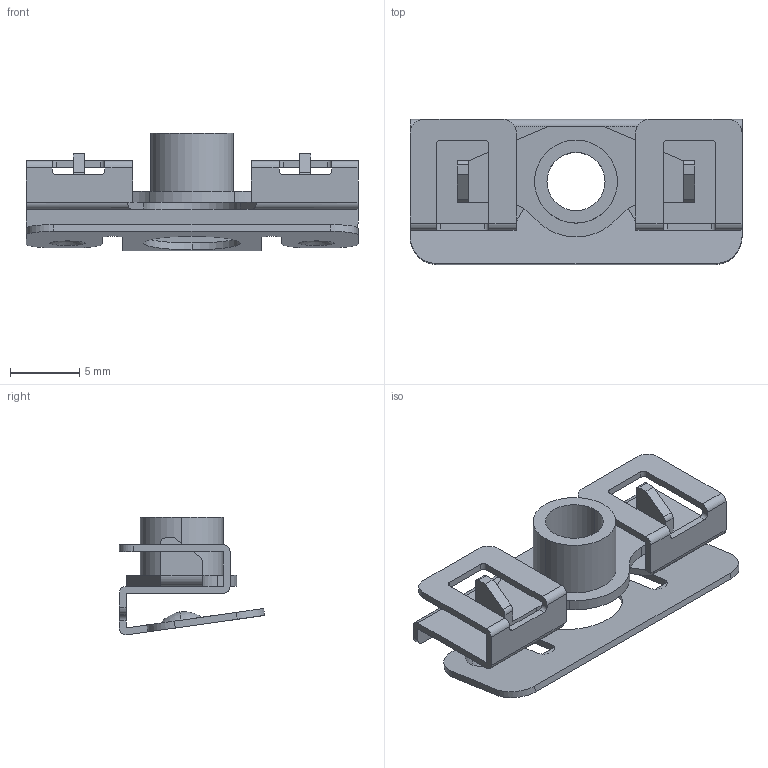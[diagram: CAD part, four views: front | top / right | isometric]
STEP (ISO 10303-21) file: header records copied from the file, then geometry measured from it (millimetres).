
FILE_DESCRIPTION (( 'STEP AP203' ), '1' );
FILE_NAME ('C-1176-C-M5.STEP', '2018-05-18T06:25:56', ( '' ), ( '' ), 'SwSTEP 2.0', 'SolidWorks 2014', '' );
FILE_SCHEMA (( 'CONFIG_CONTROL_DESIGN' ));
Length unit declared in the file: millimetre
Products named in the file (3): C-1176-C-M5_ナット; C-1176-C-M5_本体; C-1176-C-M5
Assembly tree (2 placements, depth 2):
  C-1176-C-M5
    C-1176-C-M5_本体
    C-1176-C-M5_ナット
Bounding box: 24 x 10.5 x 8.5 mm (x, y, z)
Volume: 361.3 mm3; surface area: 1407.2 mm2
Topology: 2 solids, 2 shells, 121 faces, 344 edges, 228 vertices
Faces by surface type: plane 65, cylinder 48, sphere 8
Entity records: 4279 total; most frequent: CARTESIAN_POINT 710, DIRECTION 704, ORIENTED_EDGE 688, EDGE_CURVE 344, AXIS2_PLACEMENT_3D 238, VERTEX_POINT 228, LINE 228, VECTOR 228
